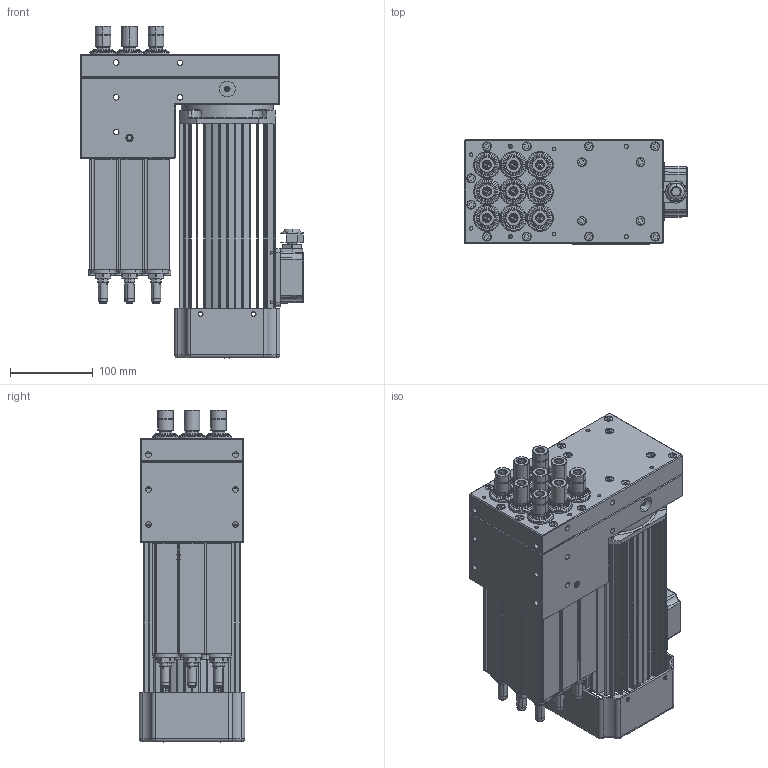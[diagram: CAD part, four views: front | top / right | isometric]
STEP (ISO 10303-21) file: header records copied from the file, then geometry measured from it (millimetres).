
FILE_DESCRIPTION (( 'STEP AP214' ), '1' );
FILE_NAME ('HQP-V3X3-S68-B.STEP', '2024-06-14T06:50:28', ( 'Sysceo.com' ), ( '' ), 'SwSTEP 2.0', 'SolidWorks 2018', '' );
FILE_SCHEMA (( 'AUTOMOTIVE_DESIGN' ));
Length unit declared in the file: millimetre
Products named in the file (2): HQP-V3X3-S68-B
Bounding box: 268.91 x 127 x 400.5 mm (x, y, z)
Surface area: 586211 mm2 (no closed solid volume)
Topology: 0 solids, 127 shells, 1810 faces, 5644 edges, 3844 vertices
Faces by surface type: cylinder 788, plane 674, cone 239, torus 69, bspline 40
Entity records: 70229 total; most frequent: CARTESIAN_POINT 19960, DIRECTION 10820, ORIENTED_EDGE 9516, EDGE_CURVE 5637, AXIS2_PLACEMENT_3D 4105, VERTEX_POINT 3844, VECTOR 2610, LINE 2610
